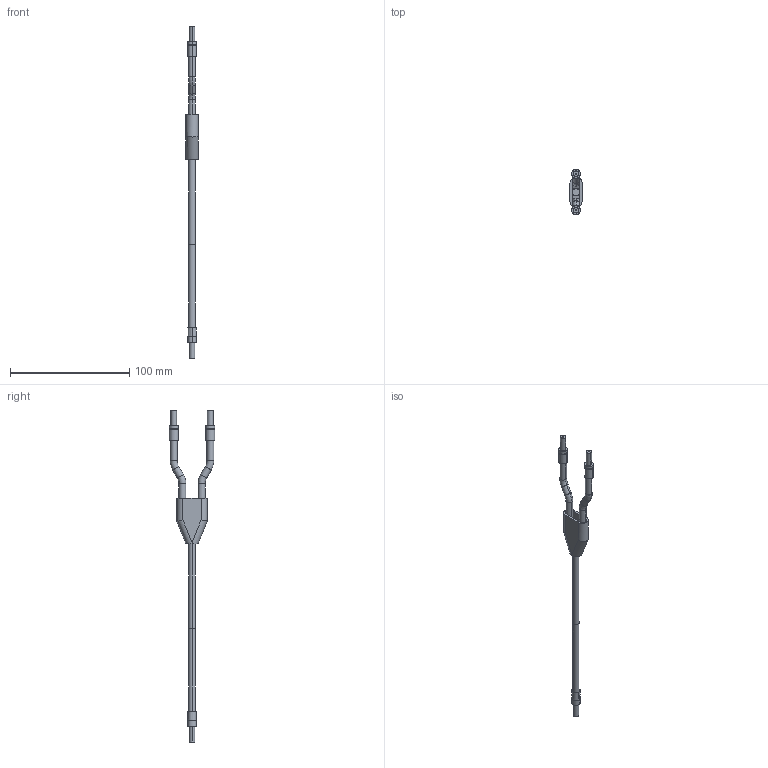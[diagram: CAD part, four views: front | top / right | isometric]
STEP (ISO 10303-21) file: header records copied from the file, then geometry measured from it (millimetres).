
FILE_DESCRIPTION((''),'2;1');
FILE_NAME('193324_ASM','2016-02-12T',('pdmadmin'),(''),'PRO/ENGINEER BY PARAMETRIC TECHNOLOGY CORPORATION, 2013230','PRO/ENGINEER BY PARAMETRIC TECHNOLOGY CORPORATION, 2013230','');
FILE_SCHEMA(('CONFIG_CONTROL_DESIGN'));
Length unit declared in the file: inch
Products named in the file (8): SHRINK_TUBE_3X-25_X_1-5; PVC_23_STRAIGHT; PVC_23_CURVED; COLLAR_-5_X_-29; TERMINUS_-29; PROBE_-187_X_-75; 17233_ASM; 193324_ASM
Assembly tree (10 placements, depth 3):
  193324_ASM
    17233_ASM
      SHRINK_TUBE_3X-25_X_1-5
      PVC_23_STRAIGHT  x2
      PVC_23_CURVED  x2
      COLLAR_-5_X_-29
      TERMINUS_-29  x2
      PROBE_-187_X_-75
Bounding box: 10.16 x 38.01 x 278.56 mm (x, y, z)
Volume: 12853.3 mm3; surface area: 11448.3 mm2
Topology: 9 solids, 9 shells, 114 faces, 226 edges, 136 vertices
Faces by surface type: cylinder 60, plane 36, cone 10, torus 8
Entity records: 2374 total; most frequent: CARTESIAN_POINT 490, DIRECTION 428, ORIENTED_EDGE 304, AXIS2_PLACEMENT_3D 180, EDGE_CURVE 152, VERTEX_POINT 92, EDGE_LOOP 86, CIRCLE 78
